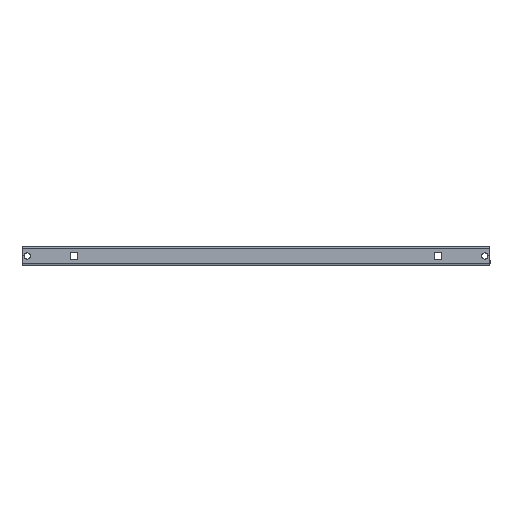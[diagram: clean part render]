
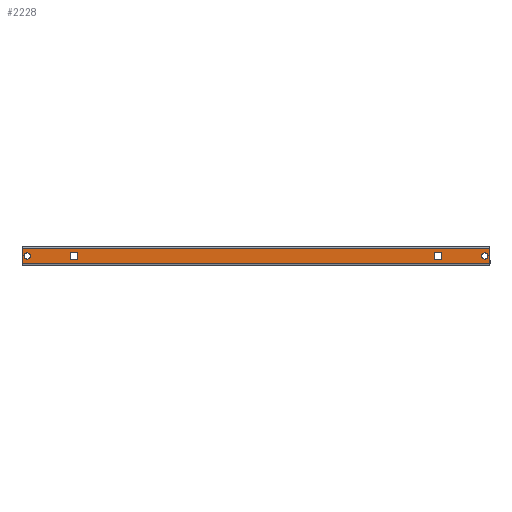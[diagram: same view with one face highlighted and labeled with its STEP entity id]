
A CAD part, left-side view. The second image highlights one B-rep face of the part: STEP entity #2228.
In plain terms, the highlighted planar face has unit normal (-1, 0, 0).
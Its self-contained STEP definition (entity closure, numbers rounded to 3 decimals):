
#62 = AXIS2_PLACEMENT_3D ( 'NONE', #4093, #4004, #4001 ) ;
#214 = LINE ( 'NONE', #1415, #245 ) ;
#216 = CIRCLE ( 'NONE', #663, 4. ) ;
#221 = VECTOR ( 'NONE', #1421, 1000. ) ;
#236 = LINE ( 'NONE', #1438, #243 ) ;
#237 = VECTOR ( 'NONE', #1439, 1000. ) ;
#238 = LINE ( 'NONE', #1440, #241 ) ;
#239 = LINE ( 'NONE', #1447, #237 ) ;
#240 = CIRCLE ( 'NONE', #3079, 4. ) ;
#241 = VECTOR ( 'NONE', #1436, 1000. ) ;
#243 = VECTOR ( 'NONE', #1433, 1000. ) ;
#244 = VECTOR ( 'NONE', #1424, 1000. ) ;
#245 = VECTOR ( 'NONE', #1410, 1000. ) ;
#246 = LINE ( 'NONE', #1422, #250 ) ;
#248 = LINE ( 'NONE', #1425, #221 ) ;
#250 = VECTOR ( 'NONE', #1417, 1000. ) ;
#251 = LINE ( 'NONE', #1434, #244 ) ;
#358 = CARTESIAN_POINT ( 'NONE',  ( -443., -297.5, -0.01 ) ) ;
#360 = CARTESIAN_POINT ( 'NONE',  ( -443., 297.5, -0.01 ) ) ;
#362 = CARTESIAN_POINT ( 'NONE',  ( -443., -297.5, -19.99 ) ) ;
#369 = CARTESIAN_POINT ( 'NONE',  ( -443., 297.5, -19.99 ) ) ;
#381 = CARTESIAN_POINT ( 'NONE',  ( -443., -226.5, -5.5 ) ) ;
#383 = CARTESIAN_POINT ( 'NONE',  ( -443., 235.5, -14.5 ) ) ;
#389 = CARTESIAN_POINT ( 'NONE',  ( -443., -235.5, -5.5 ) ) ;
#390 = CARTESIAN_POINT ( 'NONE',  ( -443., -235.5, -14.5 ) ) ;
#394 = CARTESIAN_POINT ( 'NONE',  ( -443., 226.5, -5.5 ) ) ;
#395 = CARTESIAN_POINT ( 'NONE',  ( -443., 235.5, -5.5 ) ) ;
#397 = CARTESIAN_POINT ( 'NONE',  ( -443., 226.5, -14.5 ) ) ;
#398 = CARTESIAN_POINT ( 'NONE',  ( -443., -226.5, -14.5 ) ) ;
#544 = CARTESIAN_POINT ( 'NONE',  ( -443., -291., -6. ) ) ;
#567 = CARTESIAN_POINT ( 'NONE',  ( -443., -291., -14. ) ) ;
#572 = CARTESIAN_POINT ( 'NONE',  ( -443., 291., -14. ) ) ;
#623 = CARTESIAN_POINT ( 'NONE',  ( -443., 291., -6. ) ) ;
#663 = AXIS2_PLACEMENT_3D ( 'NONE', #1432, #1430, #1429 ) ;
#665 = EDGE_CURVE ( 'NONE', #1606, #1607, #744, .T. ) ;
#669 = EDGE_CURVE ( 'NONE', #1625, #1628, #745, .T. ) ;
#670 = EDGE_CURVE ( 'NONE', #1603, #1602, #742, .T. ) ;
#671 = EDGE_CURVE ( 'NONE', #1487, #1468, #240, .T. ) ;
#672 = EDGE_CURVE ( 'NONE', #1607, #1612, #239, .T. ) ;
#673 = EDGE_CURVE ( 'NONE', #1612, #1600, #238, .T. ) ;
#674 = EDGE_CURVE ( 'NONE', #1600, #1606, #236, .T. ) ;
#675 = EDGE_CURVE ( 'NONE', #1390, #1464, #216, .T. ) ;
#676 = EDGE_CURVE ( 'NONE', #1602, #1611, #251, .T. ) ;
#677 = EDGE_CURVE ( 'NONE', #1601, #1603, #248, .T. ) ;
#678 = EDGE_CURVE ( 'NONE', #1611, #1601, #246, .T. ) ;
#680 = EDGE_CURVE ( 'NONE', #1621, #1625, #214, .T. ) ;
#723 = VECTOR ( 'NONE', #1445, 1000. ) ;
#727 = VECTOR ( 'NONE', #1448, 1000. ) ;
#742 = LINE ( 'NONE', #1449, #723 ) ;
#743 = VECTOR ( 'NONE', #1189, 1000. ) ;
#744 = LINE ( 'NONE', #1589, #743 ) ;
#745 = LINE ( 'NONE', #1175, #727 ) ;
#1175 = CARTESIAN_POINT ( 'NONE',  ( -443., -297.5, 0. ) ) ;
#1189 = DIRECTION ( 'NONE',  ( 0., 0., 1. ) ) ;
#1390 = VERTEX_POINT ( 'NONE', #623 ) ;
#1410 = DIRECTION ( 'NONE',  ( 0., -1., 0. ) ) ;
#1415 = CARTESIAN_POINT ( 'NONE',  ( -443., 297.5, -19.99 ) ) ;
#1417 = DIRECTION ( 'NONE',  ( 0., -1., 0. ) ) ;
#1421 = DIRECTION ( 'NONE',  ( 0., 0., 1. ) ) ;
#1422 = CARTESIAN_POINT ( 'NONE',  ( -443., 235.5, -14.5 ) ) ;
#1424 = DIRECTION ( 'NONE',  ( 0., 0., -1. ) ) ;
#1425 = CARTESIAN_POINT ( 'NONE',  ( -443., 226.5, -14.5 ) ) ;
#1429 = DIRECTION ( 'NONE',  ( 0., 0., 1. ) ) ;
#1430 = DIRECTION ( 'NONE',  ( -1., 0., 0. ) ) ;
#1432 = CARTESIAN_POINT ( 'NONE',  ( -443., 291., -10. ) ) ;
#1433 = DIRECTION ( 'NONE',  ( 0., -1., 0. ) ) ;
#1434 = CARTESIAN_POINT ( 'NONE',  ( -443., 235.5, -14.5 ) ) ;
#1436 = DIRECTION ( 'NONE',  ( 0., 0., -1. ) ) ;
#1438 = CARTESIAN_POINT ( 'NONE',  ( -443., -235.5, -14.5 ) ) ;
#1439 = DIRECTION ( 'NONE',  ( 0., 1., 0. ) ) ;
#1440 = CARTESIAN_POINT ( 'NONE',  ( -443., -226.5, -14.5 ) ) ;
#1442 = DIRECTION ( 'NONE',  ( 0., 0., -1. ) ) ;
#1443 = DIRECTION ( 'NONE',  ( -1., 0., 0. ) ) ;
#1444 = CARTESIAN_POINT ( 'NONE',  ( -443., -291., -10. ) ) ;
#1445 = DIRECTION ( 'NONE',  ( 0., 1., 0. ) ) ;
#1447 = CARTESIAN_POINT ( 'NONE',  ( -443., -235.5, -5.5 ) ) ;
#1448 = DIRECTION ( 'NONE',  ( 0., 0., 1. ) ) ;
#1449 = CARTESIAN_POINT ( 'NONE',  ( -443., 235.5, -5.5 ) ) ;
#1464 = VERTEX_POINT ( 'NONE', #572 ) ;
#1468 = VERTEX_POINT ( 'NONE', #567 ) ;
#1487 = VERTEX_POINT ( 'NONE', #544 ) ;
#1589 = CARTESIAN_POINT ( 'NONE',  ( -443., -235.5, -14.5 ) ) ;
#1600 = VERTEX_POINT ( 'NONE', #398 ) ;
#1601 = VERTEX_POINT ( 'NONE', #397 ) ;
#1602 = VERTEX_POINT ( 'NONE', #395 ) ;
#1603 = VERTEX_POINT ( 'NONE', #394 ) ;
#1606 = VERTEX_POINT ( 'NONE', #390 ) ;
#1607 = VERTEX_POINT ( 'NONE', #389 ) ;
#1611 = VERTEX_POINT ( 'NONE', #383 ) ;
#1612 = VERTEX_POINT ( 'NONE', #381 ) ;
#1621 = VERTEX_POINT ( 'NONE', #369 ) ;
#1625 = VERTEX_POINT ( 'NONE', #362 ) ;
#1626 = VERTEX_POINT ( 'NONE', #360 ) ;
#1628 = VERTEX_POINT ( 'NONE', #358 ) ;
#1693 = AXIS2_PLACEMENT_3D ( 'NONE', #4063, #4059, #4058 ) ;
#1735 = CIRCLE ( 'NONE', #3077, 4. ) ;
#1741 = CIRCLE ( 'NONE', #62, 4. ) ;
#1890 = EDGE_LOOP ( 'NONE', ( #4763, #4764, #4765, #4766 ) ) ;
#1930 = EDGE_LOOP ( 'NONE', ( #2138, #5081, #5083, #5084 ) ) ;
#1941 = EDGE_LOOP ( 'NONE', ( #5072, #5076 ) ) ;
#1951 = EDGE_LOOP ( 'NONE', ( #5077, #5078, #5079, #5080 ) ) ;
#2051 = EDGE_CURVE ( 'NONE', #1468, #1487, #1741, .T. ) ;
#2055 = EDGE_CURVE ( 'NONE', #1464, #1390, #1735, .T. ) ;
#2138 = ORIENTED_EDGE ( 'NONE', *, *, #680, .T. ) ;
#2228 = ADVANCED_FACE ( 'NONE', ( #4460, #4467, #4469, #4471, #4462 ), #4064, .F. ) ;
#2468 = DIRECTION ( 'NONE',  ( 0., -1., 0. ) ) ;
#2471 = CARTESIAN_POINT ( 'NONE',  ( -443., 297.5, -0.01 ) ) ;
#2681 = CARTESIAN_POINT ( 'NONE',  ( -443., 297.5, -20. ) ) ;
#2682 = DIRECTION ( 'NONE',  ( 0., 0., -1. ) ) ;
#3055 = EDGE_CURVE ( 'NONE', #1626, #1621, #3449, .T. ) ;
#3072 = EDGE_CURVE ( 'NONE', #1626, #1628, #3482, .T. ) ;
#3077 = AXIS2_PLACEMENT_3D ( 'NONE', #3959, #3952, #3949 ) ;
#3079 = AXIS2_PLACEMENT_3D ( 'NONE', #1444, #1443, #1442 ) ;
#3449 = LINE ( 'NONE', #2681, #3450 ) ;
#3450 = VECTOR ( 'NONE', #2682, 1000. ) ;
#3482 = LINE ( 'NONE', #2471, #3483 ) ;
#3483 = VECTOR ( 'NONE', #2468, 1000. ) ;
#3949 = DIRECTION ( 'NONE',  ( 0., 0., 1. ) ) ;
#3952 = DIRECTION ( 'NONE',  ( -1., 0., 0. ) ) ;
#3959 = CARTESIAN_POINT ( 'NONE',  ( -443., 291., -10. ) ) ;
#4001 = DIRECTION ( 'NONE',  ( 0., 0., -1. ) ) ;
#4004 = DIRECTION ( 'NONE',  ( -1., 0., 0. ) ) ;
#4058 = DIRECTION ( 'NONE',  ( 0., 0., -1. ) ) ;
#4059 = DIRECTION ( 'NONE',  ( 1., 0., 0. ) ) ;
#4063 = CARTESIAN_POINT ( 'NONE',  ( -443., 297.5, 0. ) ) ;
#4064 = PLANE ( 'NONE',  #1693 ) ;
#4093 = CARTESIAN_POINT ( 'NONE',  ( -443., -291., -10. ) ) ;
#4460 = FACE_BOUND ( 'NONE', #1890, .T. ) ;
#4462 = FACE_OUTER_BOUND ( 'NONE', #1930, .T. ) ;
#4467 = FACE_BOUND ( 'NONE', #5203, .T. ) ;
#4469 = FACE_BOUND ( 'NONE', #1941, .T. ) ;
#4471 = FACE_BOUND ( 'NONE', #1951, .T. ) ;
#4763 = ORIENTED_EDGE ( 'NONE', *, *, #673, .F. ) ;
#4764 = ORIENTED_EDGE ( 'NONE', *, *, #672, .F. ) ;
#4765 = ORIENTED_EDGE ( 'NONE', *, *, #665, .F. ) ;
#4766 = ORIENTED_EDGE ( 'NONE', *, *, #674, .F. ) ;
#4767 = ORIENTED_EDGE ( 'NONE', *, *, #671, .F. ) ;
#5072 = ORIENTED_EDGE ( 'NONE', *, *, #675, .F. ) ;
#5075 = ORIENTED_EDGE ( 'NONE', *, *, #2051, .F. ) ;
#5076 = ORIENTED_EDGE ( 'NONE', *, *, #2055, .F. ) ;
#5077 = ORIENTED_EDGE ( 'NONE', *, *, #670, .F. ) ;
#5078 = ORIENTED_EDGE ( 'NONE', *, *, #677, .F. ) ;
#5079 = ORIENTED_EDGE ( 'NONE', *, *, #678, .F. ) ;
#5080 = ORIENTED_EDGE ( 'NONE', *, *, #676, .F. ) ;
#5081 = ORIENTED_EDGE ( 'NONE', *, *, #669, .T. ) ;
#5083 = ORIENTED_EDGE ( 'NONE', *, *, #3072, .F. ) ;
#5084 = ORIENTED_EDGE ( 'NONE', *, *, #3055, .T. ) ;
#5203 = EDGE_LOOP ( 'NONE', ( #4767, #5075 ) ) ;
